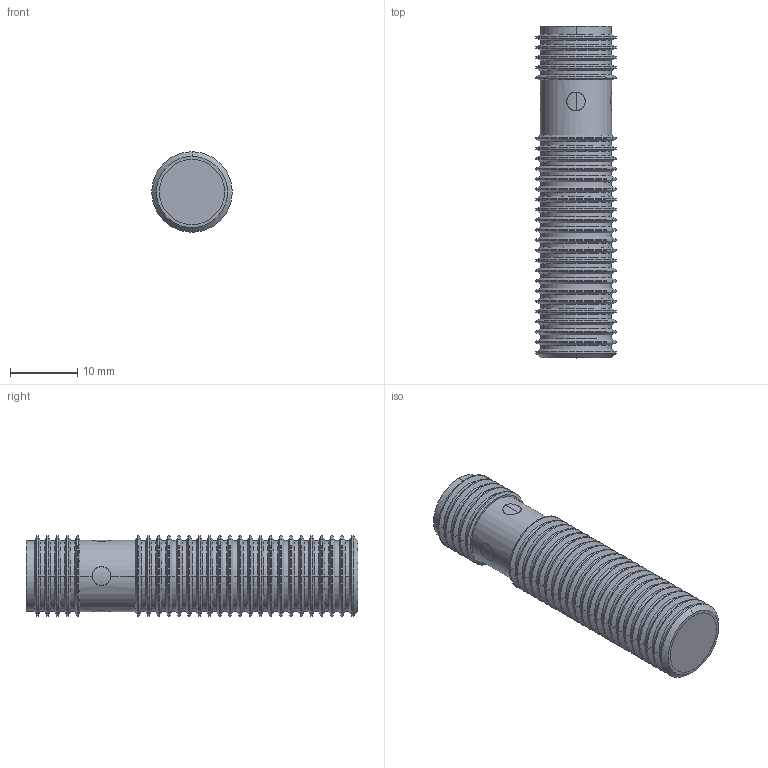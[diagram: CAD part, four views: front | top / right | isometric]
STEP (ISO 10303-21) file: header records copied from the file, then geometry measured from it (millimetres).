
FILE_DESCRIPTION(('STEP AP214'),'1');
FILE_NAME('cctmp_1E1440CE-D04E-421D-95F4-581A54A290A0_2022_07_28_08_22_24_0097..stp','2022-07-28T06:22:24',('Pepperl+Fuchs GmbH'),('CADClick - www.CADClick.com'),'Spatial InterOp 3D',' ','unknown authorization');
FILE_SCHEMA(('AUTOMOTIVE_DESIGN'));
Length unit declared in the file: millimetre
Products named in the file (4): cc_unnamed; NBB4-12GM35-A2-V1_2; NBB4-12GM35-A2-V1_1; NBB4-12GM35-A2-V1
Assembly tree (3 placements, depth 2):
  cc_unnamed
    NBB4-12GM35-A2-V1_2
    NBB4-12GM35-A2-V1_1
    NBB4-12GM35-A2-V1
Bounding box: 12 x 49.51 x 12 mm (x, y, z)
Volume: 4188.4 mm3; surface area: 4787.9 mm2
Topology: 7 solids, 7 shells, 297 faces, 626 edges, 334 vertices
Faces by surface type: cylinder 151, cone 114, plane 24, sphere 8
Entity records: 10687 total; most frequent: CARTESIAN_POINT 1829, DIRECTION 1470, ORIENTED_EDGE 1220, EDGE_CURVE 610, AXIS2_PLACEMENT_3D 599, VERTEX_POINT 334, EDGE_LOOP 312, STYLED_ITEM 304
